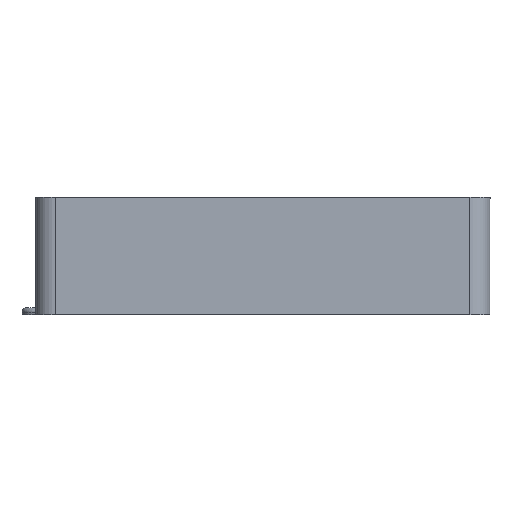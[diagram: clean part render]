
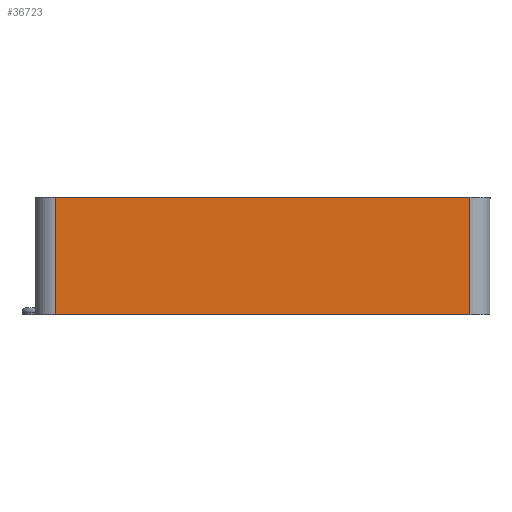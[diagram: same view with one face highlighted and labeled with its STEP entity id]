
A CAD part, front view. The second image highlights one B-rep face of the part: STEP entity #36723.
In plain terms, the highlighted planar face has unit normal (0, -1, 0).
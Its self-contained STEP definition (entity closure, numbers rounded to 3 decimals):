
#3196=PLANE('',#39368);
#6673=LINE('',#63752,#10210);
#6680=LINE('',#63783,#10217);
#6710=LINE('',#63869,#10247);
#6712=LINE('',#63873,#10249);
#10210=VECTOR('',#47557,10.);
#10217=VECTOR('',#47588,10.);
#10247=VECTOR('',#47680,10.);
#10249=VECTOR('',#47686,10.);
#12635=FACE_OUTER_BOUND('',#14922,.T.);
#14922=EDGE_LOOP('',(#34555,#34556,#34557,#34558));
#19073=VERTEX_POINT('',#63749);
#19074=VERTEX_POINT('',#63751);
#19085=VERTEX_POINT('',#63780);
#19086=VERTEX_POINT('',#63782);
#24214=EDGE_CURVE('',#19073,#19074,#6673,.T.);
#24227=EDGE_CURVE('',#19085,#19086,#6680,.T.);
#24272=EDGE_CURVE('',#19074,#19085,#6710,.T.);
#24274=EDGE_CURVE('',#19086,#19073,#6712,.T.);
#34555=ORIENTED_EDGE('',*,*,#24272,.F.);
#34556=ORIENTED_EDGE('',*,*,#24214,.F.);
#34557=ORIENTED_EDGE('',*,*,#24274,.F.);
#34558=ORIENTED_EDGE('',*,*,#24227,.F.);
#36723=ADVANCED_FACE('',(#12635),#3196,.T.);
#39368=AXIS2_PLACEMENT_3D('',#63874,#47687,#47688);
#47557=DIRECTION('',(-1.,0.,0.));
#47588=DIRECTION('',(1.,0.,0.));
#47680=DIRECTION('',(0.,0.,1.));
#47686=DIRECTION('',(0.,0.,-1.));
#47687=DIRECTION('center_axis',(0.,-1.,0.));
#47688=DIRECTION('ref_axis',(1.,0.,0.));
#63749=CARTESIAN_POINT('',(85.7,-27.988,0.));
#63751=CARTESIAN_POINT('',(-2.7,-27.988,0.));
#63752=CARTESIAN_POINT('',(90.,-27.988,0.));
#63780=CARTESIAN_POINT('',(-2.7,-27.988,25.));
#63782=CARTESIAN_POINT('',(85.7,-27.988,25.));
#63783=CARTESIAN_POINT('',(90.,-27.988,25.));
#63869=CARTESIAN_POINT('',(-2.7,-27.988,0.));
#63873=CARTESIAN_POINT('',(85.7,-27.988,0.));
#63874=CARTESIAN_POINT('Origin',(-7.,-27.988,0.));
